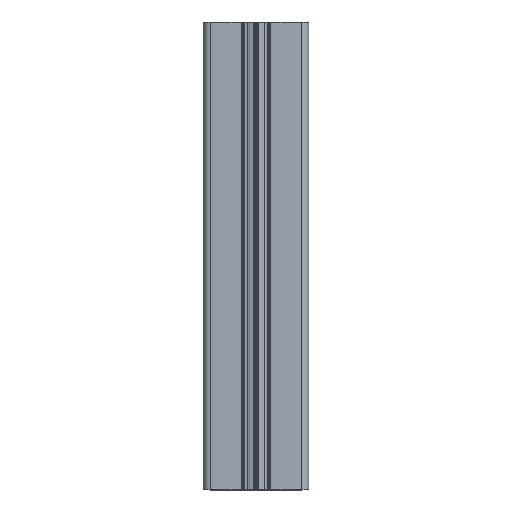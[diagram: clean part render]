
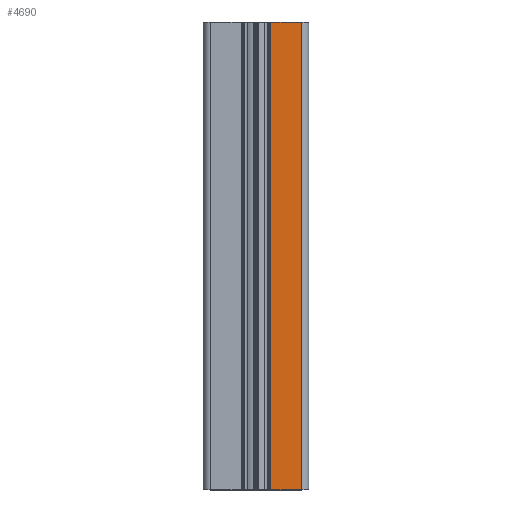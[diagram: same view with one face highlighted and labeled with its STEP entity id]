
A CAD part, top view. The second image highlights one B-rep face of the part: STEP entity #4690.
In plain terms, the highlighted planar face has unit normal (0, 0, 1).
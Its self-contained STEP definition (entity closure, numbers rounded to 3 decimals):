
#542=FACE_OUTER_BOUND('',#786,.T.);
#786=EDGE_LOOP('',(#3403,#3404,#3405,#3406));
#1116=LINE('',#7429,#1558);
#1117=LINE('',#7433,#1559);
#1118=LINE('',#7435,#1560);
#1119=LINE('',#7436,#1561);
#1558=VECTOR('',#5936,200.);
#1559=VECTOR('',#5941,13.2);
#1560=VECTOR('',#5942,200.);
#1561=VECTOR('',#5943,13.2);
#2027=VERTEX_POINT('',#7426);
#2028=VERTEX_POINT('',#7428);
#2029=VERTEX_POINT('',#7432);
#2030=VERTEX_POINT('',#7434);
#2593=EDGE_CURVE('',#2027,#2028,#1116,.T.);
#2595=EDGE_CURVE('',#2027,#2029,#1117,.T.);
#2596=EDGE_CURVE('',#2029,#2030,#1118,.T.);
#2597=EDGE_CURVE('',#2028,#2030,#1119,.T.);
#3403=ORIENTED_EDGE('',*,*,#2595,.T.);
#3404=ORIENTED_EDGE('',*,*,#2596,.T.);
#3405=ORIENTED_EDGE('',*,*,#2597,.F.);
#3406=ORIENTED_EDGE('',*,*,#2593,.F.);
#4533=PLANE('',#5046);
#4690=ADVANCED_FACE('',(#542),#4533,.T.);
#5046=AXIS2_PLACEMENT_3D('',#7431,#5939,#5940);
#5936=DIRECTION('',(0.,-1.,0.));
#5939=DIRECTION('center_axis',(0.,0.,1.));
#5940=DIRECTION('ref_axis',(1.,0.,0.));
#5941=DIRECTION('',(-1.,0.,0.));
#5942=DIRECTION('',(0.,-1.,0.));
#5943=DIRECTION('',(-1.,0.,0.));
#7426=CARTESIAN_POINT('',(19.5,200.,22.5));
#7428=CARTESIAN_POINT('',(19.5,0.,22.5));
#7429=CARTESIAN_POINT('',(19.5,0.,22.5));
#7431=CARTESIAN_POINT('Origin',(6.3,0.,22.5));
#7432=CARTESIAN_POINT('',(6.3,200.,22.5));
#7433=CARTESIAN_POINT('',(3.15,200.,22.5));
#7434=CARTESIAN_POINT('',(6.3,0.,22.5));
#7435=CARTESIAN_POINT('',(6.3,0.,22.5));
#7436=CARTESIAN_POINT('',(3.15,0.,22.5));
